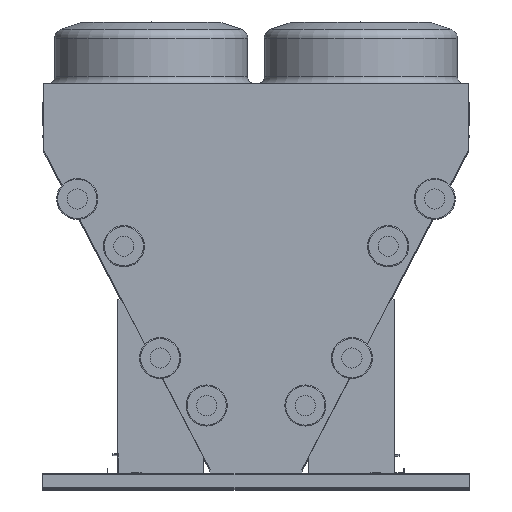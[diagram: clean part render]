
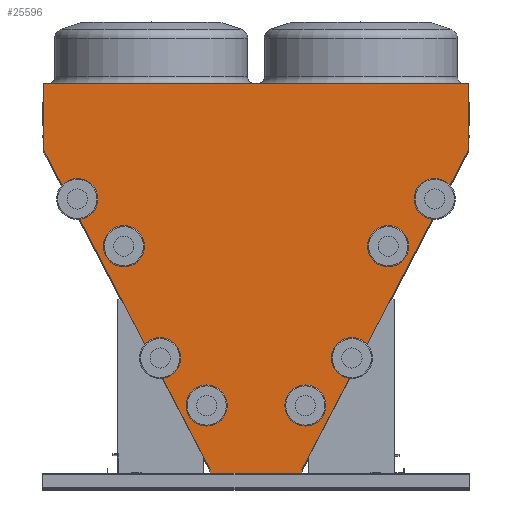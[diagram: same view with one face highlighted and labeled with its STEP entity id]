
A CAD part, top view. The second image highlights one B-rep face of the part: STEP entity #25596.
In plain terms, the highlighted planar face has unit normal (0, 0, 1).
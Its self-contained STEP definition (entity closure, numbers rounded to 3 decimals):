
#1 = VECTOR ( 'NONE', #6494, 1000. ) ;
#329 = EDGE_CURVE ( 'NONE', #17640, #2362, #16943, .T. ) ;
#476 = EDGE_CURVE ( 'NONE', #23774, #12914, #12901, .T. ) ;
#790 = VECTOR ( 'NONE', #20393, 1000. ) ;
#823 = ORIENTED_EDGE ( 'NONE', *, *, #21393, .T. ) ;
#914 = EDGE_CURVE ( 'NONE', #6173, #27471, #5301, .T. ) ;
#1046 = CARTESIAN_POINT ( 'NONE',  ( -246.893, 17.358, 0. ) ) ;
#1098 = CARTESIAN_POINT ( 'NONE',  ( 246.893, 17.358, 0. ) ) ;
#1209 = VERTEX_POINT ( 'NONE', #1098 ) ;
#1233 = VECTOR ( 'NONE', #6390, 1000. ) ;
#1649 = VECTOR ( 'NONE', #5003, 1000. ) ;
#1823 = ORIENTED_EDGE ( 'NONE', *, *, #329, .T. ) ;
#1875 = LINE ( 'NONE', #12157, #18143 ) ;
#2010 = LINE ( 'NONE', #20872, #6962 ) ;
#2136 = CARTESIAN_POINT ( 'NONE',  ( 1136.15, 2083.62, 0. ) ) ;
#2213 = VERTEX_POINT ( 'NONE', #1046 ) ;
#2362 = VERTEX_POINT ( 'NONE', #16555 ) ;
#2478 = EDGE_CURVE ( 'NONE', #10190, #6173, #18163, .T. ) ;
#2645 = DIRECTION ( 'NONE',  ( -0.461, -0.887, 0. ) ) ;
#2926 = LINE ( 'NONE', #8101, #24835 ) ;
#3179 = EDGE_CURVE ( 'NONE', #2213, #8768, #12772, .T. ) ;
#3453 = VERTEX_POINT ( 'NONE', #20469 ) ;
#3490 = LINE ( 'NONE', #25632, #8467 ) ;
#3705 = EDGE_CURVE ( 'NONE', #18763, #3453, #3490, .T. ) ;
#4032 = CARTESIAN_POINT ( 'NONE',  ( -279.893, 0., 0. ) ) ;
#4053 = CARTESIAN_POINT ( 'NONE',  ( -279.893, 1.482, 0. ) ) ;
#4202 = EDGE_CURVE ( 'NONE', #12914, #16525, #6428, .T. ) ;
#4590 = VECTOR ( 'NONE', #2645, 1000. ) ;
#4783 = CARTESIAN_POINT ( 'NONE',  ( -246.893, 17.358, 0. ) ) ;
#5003 = DIRECTION ( 'NONE',  ( 0.887, 0.462, 0. ) ) ;
#5254 = CARTESIAN_POINT ( 'NONE',  ( 245.39, 20.232, 0. ) ) ;
#5301 = LINE ( 'NONE', #23426, #15922 ) ;
#5488 = DIRECTION ( 'NONE',  ( -1., 0., 0. ) ) ;
#6038 = DIRECTION ( 'NONE',  ( 0.462, -0.887, 0. ) ) ;
#6115 = EDGE_LOOP ( 'NONE', ( #823, #11567, #16918, #26844, #17000, #17295, #12215, #8015, #8477, #25246, #26053, #8099, #8166, #1823, #13184, #15940, #15889, #12962 ) ) ;
#6136 = EDGE_CURVE ( 'NONE', #8768, #25368, #17342, .T. ) ;
#6173 = VERTEX_POINT ( 'NONE', #6347 ) ;
#6347 = CARTESIAN_POINT ( 'NONE',  ( 1136.15, 2083.62, 0. ) ) ;
#6390 = DIRECTION ( 'NONE',  ( 0., 1., 0. ) ) ;
#6428 = LINE ( 'NONE', #22534, #790 ) ;
#6494 = DIRECTION ( 'NONE',  ( 0.462, 0.887, 0. ) ) ;
#6516 = DIRECTION ( 'NONE',  ( 0., 1., 0. ) ) ;
#6913 = CARTESIAN_POINT ( 'NONE',  ( -246.893, 17.358, 0. ) ) ;
#6962 = VECTOR ( 'NONE', #18758, 1000. ) ;
#6966 = CARTESIAN_POINT ( 'NONE',  ( 246.893, 1.482, 0. ) ) ;
#7134 = VECTOR ( 'NONE', #19634, 1000. ) ;
#8015 = ORIENTED_EDGE ( 'NONE', *, *, #20965, .T. ) ;
#8099 = ORIENTED_EDGE ( 'NONE', *, *, #24665, .T. ) ;
#8101 = CARTESIAN_POINT ( 'NONE',  ( 1127.607, 1711.053, 0. ) ) ;
#8166 = ORIENTED_EDGE ( 'NONE', *, *, #20545, .T. ) ;
#8187 = CARTESIAN_POINT ( 'NONE',  ( -1127.739, 1711.053, 0. ) ) ;
#8317 = DIRECTION ( 'NONE',  ( -1., 0., 0. ) ) ;
#8467 = VECTOR ( 'NONE', #6516, 1000. ) ;
#8477 = ORIENTED_EDGE ( 'NONE', *, *, #13104, .T. ) ;
#8610 = DIRECTION ( 'NONE',  ( -1., 0., 0. ) ) ;
#8768 = VERTEX_POINT ( 'NONE', #18441 ) ;
#9756 = EDGE_CURVE ( 'NONE', #19944, #10190, #2010, .T. ) ;
#10190 = VERTEX_POINT ( 'NONE', #22257 ) ;
#10896 = EDGE_CURVE ( 'NONE', #2362, #19944, #2926, .T. ) ;
#10987 = CARTESIAN_POINT ( 'NONE',  ( -1127.739, 1711.053, 0. ) ) ;
#11567 = ORIENTED_EDGE ( 'NONE', *, *, #13143, .T. ) ;
#11751 = CARTESIAN_POINT ( 'NONE',  ( 0., 0., 0. ) ) ;
#11762 = VERTEX_POINT ( 'NONE', #15452 ) ;
#11789 = CARTESIAN_POINT ( 'NONE',  ( 279.893, 0., 0. ) ) ;
#12157 = CARTESIAN_POINT ( 'NONE',  ( 246.893, 17.358, 0. ) ) ;
#12175 = CARTESIAN_POINT ( 'NONE',  ( 279.893, 0., 0. ) ) ;
#12215 = ORIENTED_EDGE ( 'NONE', *, *, #6136, .T. ) ;
#12693 = LINE ( 'NONE', #4032, #13364 ) ;
#12772 = LINE ( 'NONE', #4783, #7134 ) ;
#12789 = VECTOR ( 'NONE', #6038, 1000. ) ;
#12796 = VECTOR ( 'NONE', #19456, 1000. ) ;
#12901 = LINE ( 'NONE', #24092, #1649 ) ;
#12914 = VERTEX_POINT ( 'NONE', #13656 ) ;
#12962 = ORIENTED_EDGE ( 'NONE', *, *, #914, .T. ) ;
#12990 = LINE ( 'NONE', #18302, #18001 ) ;
#13104 = EDGE_CURVE ( 'NONE', #11762, #18763, #14145, .T. ) ;
#13143 = EDGE_CURVE ( 'NONE', #22150, #23774, #19788, .T. ) ;
#13184 = ORIENTED_EDGE ( 'NONE', *, *, #10896, .T. ) ;
#13364 = VECTOR ( 'NONE', #14596, 1000. ) ;
#13656 = CARTESIAN_POINT ( 'NONE',  ( -1126.246, 1711.83, 0. ) ) ;
#13772 = PLANE ( 'NONE',  #19390 ) ;
#13874 = DIRECTION ( 'NONE',  ( -1., 0., 0. ) ) ;
#13940 = CARTESIAN_POINT ( 'NONE',  ( 1127.607, 1711.053, 0. ) ) ;
#14145 = LINE ( 'NONE', #12175, #19149 ) ;
#14596 = DIRECTION ( 'NONE',  ( 0., -1., 0. ) ) ;
#14619 = VERTEX_POINT ( 'NONE', #6966 ) ;
#15452 = CARTESIAN_POINT ( 'NONE',  ( -279.893, 0., 0. ) ) ;
#15889 = ORIENTED_EDGE ( 'NONE', *, *, #2478, .T. ) ;
#15891 = LINE ( 'NONE', #6913, #4590 ) ;
#15922 = VECTOR ( 'NONE', #8610, 1000. ) ;
#15940 = ORIENTED_EDGE ( 'NONE', *, *, #9756, .T. ) ;
#16525 = VERTEX_POINT ( 'NONE', #24326 ) ;
#16555 = CARTESIAN_POINT ( 'NONE',  ( 1126.218, 1711.776, 0. ) ) ;
#16918 = ORIENTED_EDGE ( 'NONE', *, *, #476, .T. ) ;
#16943 = LINE ( 'NONE', #21349, #1 ) ;
#17000 = ORIENTED_EDGE ( 'NONE', *, *, #27134, .T. ) ;
#17295 = ORIENTED_EDGE ( 'NONE', *, *, #3179, .T. ) ;
#17323 = CARTESIAN_POINT ( 'NONE',  ( 246.893, 17.358, 0. ) ) ;
#17342 = LINE ( 'NONE', #23151, #27293 ) ;
#17640 = VERTEX_POINT ( 'NONE', #5254 ) ;
#18001 = VECTOR ( 'NONE', #22570, 1000. ) ;
#18143 = VECTOR ( 'NONE', #26896, 1000. ) ;
#18163 = LINE ( 'NONE', #2136, #1233 ) ;
#18302 = CARTESIAN_POINT ( 'NONE',  ( -1136.282, 1727.462, 0. ) ) ;
#18441 = CARTESIAN_POINT ( 'NONE',  ( -246.893, 1.482, 0. ) ) ;
#18488 = LINE ( 'NONE', #17323, #12796 ) ;
#18687 = DIRECTION ( 'NONE',  ( 1., 0., 0. ) ) ;
#18758 = DIRECTION ( 'NONE',  ( 0.462, 0.887, 0. ) ) ;
#18763 = VERTEX_POINT ( 'NONE', #11789 ) ;
#19149 = VECTOR ( 'NONE', #18687, 1000. ) ;
#19390 = AXIS2_PLACEMENT_3D ( 'NONE', #11751, #26569, #13874 ) ;
#19456 = DIRECTION ( 'NONE',  ( -0.463, 0.886, 0. ) ) ;
#19634 = DIRECTION ( 'NONE',  ( 0., -1., 0. ) ) ;
#19788 = LINE ( 'NONE', #8187, #12789 ) ;
#19944 = VERTEX_POINT ( 'NONE', #13940 ) ;
#20393 = DIRECTION ( 'NONE',  ( 0.462, -0.887, 0. ) ) ;
#20469 = CARTESIAN_POINT ( 'NONE',  ( 279.893, 1.482, 0. ) ) ;
#20545 = EDGE_CURVE ( 'NONE', #1209, #17640, #18488, .T. ) ;
#20872 = CARTESIAN_POINT ( 'NONE',  ( 1127.607, 1711.053, 0. ) ) ;
#20965 = EDGE_CURVE ( 'NONE', #25368, #11762, #12693, .T. ) ;
#21349 = CARTESIAN_POINT ( 'NONE',  ( 245.39, 20.232, 0. ) ) ;
#21393 = EDGE_CURVE ( 'NONE', #27471, #22150, #12990, .T. ) ;
#22150 = VERTEX_POINT ( 'NONE', #23061 ) ;
#22257 = CARTESIAN_POINT ( 'NONE',  ( 1136.15, 1727.462, 0. ) ) ;
#22534 = CARTESIAN_POINT ( 'NONE',  ( -245.403, 20.223, 0. ) ) ;
#22570 = DIRECTION ( 'NONE',  ( 0., -1., 0. ) ) ;
#23061 = CARTESIAN_POINT ( 'NONE',  ( -1136.282, 1727.462, 0. ) ) ;
#23151 = CARTESIAN_POINT ( 'NONE',  ( -279.893, 1.482, 0. ) ) ;
#23426 = CARTESIAN_POINT ( 'NONE',  ( -1136.282, 2083.62, 0. ) ) ;
#23774 = VERTEX_POINT ( 'NONE', #10987 ) ;
#24092 = CARTESIAN_POINT ( 'NONE',  ( -1127.739, 1711.053, 0. ) ) ;
#24326 = CARTESIAN_POINT ( 'NONE',  ( -245.403, 20.223, 0. ) ) ;
#24554 = EDGE_CURVE ( 'NONE', #3453, #14619, #27092, .T. ) ;
#24665 = EDGE_CURVE ( 'NONE', #14619, #1209, #1875, .T. ) ;
#24835 = VECTOR ( 'NONE', #27213, 1000. ) ;
#25246 = ORIENTED_EDGE ( 'NONE', *, *, #3705, .T. ) ;
#25368 = VERTEX_POINT ( 'NONE', #4053 ) ;
#25596 = ADVANCED_FACE ( 'NONE', ( #27366 ), #13772, .F. ) ;
#25632 = CARTESIAN_POINT ( 'NONE',  ( 279.893, 0., 0. ) ) ;
#26053 = ORIENTED_EDGE ( 'NONE', *, *, #24554, .T. ) ;
#26421 = VECTOR ( 'NONE', #5488, 1000. ) ;
#26569 = DIRECTION ( 'NONE',  ( 0., 0., -1. ) ) ;
#26624 = CARTESIAN_POINT ( 'NONE',  ( 279.893, 1.482, 0. ) ) ;
#26844 = ORIENTED_EDGE ( 'NONE', *, *, #4202, .T. ) ;
#26896 = DIRECTION ( 'NONE',  ( 0., 1., 0. ) ) ;
#27092 = LINE ( 'NONE', #26624, #26421 ) ;
#27134 = EDGE_CURVE ( 'NONE', #16525, #2213, #15891, .T. ) ;
#27213 = DIRECTION ( 'NONE',  ( 0.887, -0.462, 0. ) ) ;
#27233 = CARTESIAN_POINT ( 'NONE',  ( -1136.282, 2083.62, 0. ) ) ;
#27293 = VECTOR ( 'NONE', #8317, 1000. ) ;
#27366 = FACE_OUTER_BOUND ( 'NONE', #6115, .T. ) ;
#27471 = VERTEX_POINT ( 'NONE', #27233 ) ;
